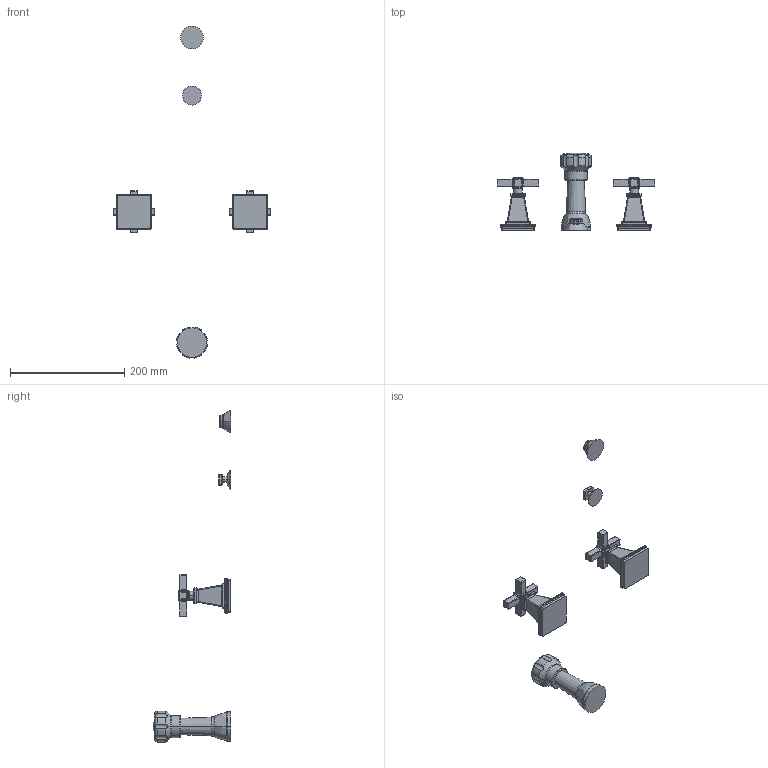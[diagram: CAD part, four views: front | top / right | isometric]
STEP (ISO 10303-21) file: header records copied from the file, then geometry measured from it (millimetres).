
FILE_DESCRIPTION((''),'2;1');
FILE_NAME('3159','2021-02-01T12:26:14',('jinson.thomas'),(''),'CREO PARAMETRIC BY PTC INC, 2018400','CREO PARAMETRIC BY PTC INC, 2018400','');
FILE_SCHEMA(('CONFIG_CONTROL_DESIGN'));
Length unit declared in the file: inch
Products named in the file (1): 3159
Bounding box: 276.23 x 135.97 x 580.53 mm (x, y, z)
Volume: 431729.7 mm3; surface area: 79041.4 mm2
Topology: 5 solids, 5 shells, 739 faces, 1748 edges, 989 vertices
Faces by surface type: cylinder 300, plane 161, bspline 146, torus 60, sphere 58, cone 14
Entity records: 27477 total; most frequent: CARTESIAN_POINT 11605, ORIENTED_EDGE 3380, DIRECTION 3252, EDGE_CURVE 1690, AXIS2_PLACEMENT_3D 1303, VERTEX_POINT 989, EDGE_LOOP 767, FACE_OUTER_BOUND 739
